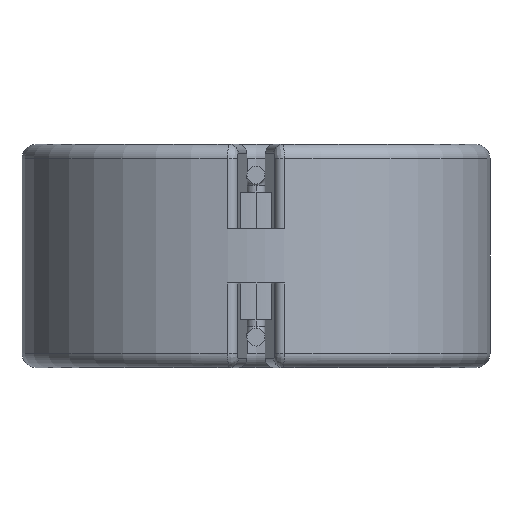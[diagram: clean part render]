
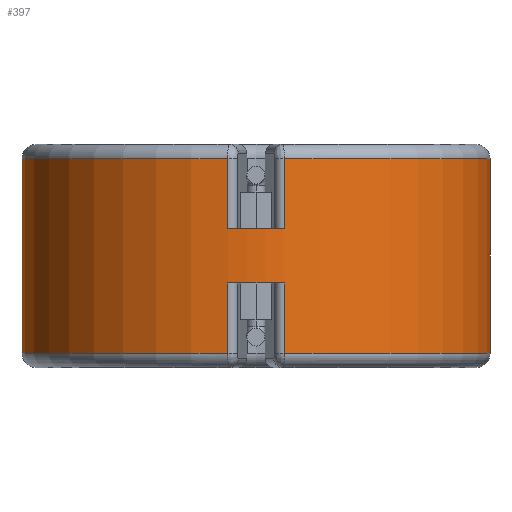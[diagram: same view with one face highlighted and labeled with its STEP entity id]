
A CAD part, front view. The second image highlights one B-rep face of the part: STEP entity #397.
In plain terms, the highlighted cylindrical face has radius 13 mm (diameter 26 mm), a partial arc.
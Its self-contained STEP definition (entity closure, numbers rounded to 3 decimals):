
#84 = CIRCLE ( 'NONE', #129, 13. ) ;
#92 = EDGE_CURVE ( 'NONE', #560, #393, #2647, .T. ) ;
#113 = CARTESIAN_POINT ( 'NONE',  ( 13., 0., 5.4 ) ) ;
#129 = AXIS2_PLACEMENT_3D ( 'NONE', #2107, #3428, #143 ) ;
#143 = DIRECTION ( 'NONE',  ( 1., 0., 0. ) ) ;
#163 = AXIS2_PLACEMENT_3D ( 'NONE', #1642, #2573, #3945 ) ;
#220 = DIRECTION ( 'NONE',  ( 0., 0., -1. ) ) ;
#267 = CIRCLE ( 'NONE', #1094, 13. ) ;
#269 = VERTEX_POINT ( 'NONE', #3871 ) ;
#318 = EDGE_CURVE ( 'NONE', #269, #1183, #4304, .T. ) ;
#379 = VECTOR ( 'NONE', #2868, 1000. ) ;
#393 = VERTEX_POINT ( 'NONE', #946 ) ;
#397 = ADVANCED_FACE ( 'NONE', ( #2728 ), #514, .T. ) ;
#476 = CARTESIAN_POINT ( 'NONE',  ( -1.574, -12.904, 1.5 ) ) ;
#514 = CYLINDRICAL_SURFACE ( 'NONE', #163, 13. ) ;
#560 = VERTEX_POINT ( 'NONE', #476 ) ;
#571 = CARTESIAN_POINT ( 'NONE',  ( 13., 0., 1.5 ) ) ;
#591 = CIRCLE ( 'NONE', #3605, 13. ) ;
#675 = DIRECTION ( 'NONE',  ( 1., 0., 0. ) ) ;
#788 = EDGE_CURVE ( 'NONE', #2556, #2959, #1166, .T. ) ;
#823 = VERTEX_POINT ( 'NONE', #3809 ) ;
#874 = VERTEX_POINT ( 'NONE', #1797 ) ;
#895 = VERTEX_POINT ( 'NONE', #3339 ) ;
#899 = DIRECTION ( 'NONE',  ( 1., 0., 0. ) ) ;
#946 = CARTESIAN_POINT ( 'NONE',  ( -1.574, -12.904, 5.4 ) ) ;
#959 = DIRECTION ( 'NONE',  ( 0., 0., 1. ) ) ;
#1077 = DIRECTION ( 'NONE',  ( 0., 0., 1. ) ) ;
#1086 = VERTEX_POINT ( 'NONE', #1350 ) ;
#1091 = ORIENTED_EDGE ( 'NONE', *, *, #4027, .F. ) ;
#1094 = AXIS2_PLACEMENT_3D ( 'NONE', #1589, #959, #2565 ) ;
#1166 = LINE ( 'NONE', #3211, #1724 ) ;
#1183 = VERTEX_POINT ( 'NONE', #1994 ) ;
#1192 = CARTESIAN_POINT ( 'NONE',  ( 0., 0., 1.5 ) ) ;
#1235 = ORIENTED_EDGE ( 'NONE', *, *, #1963, .T. ) ;
#1284 = DIRECTION ( 'NONE',  ( 0., 0., -1. ) ) ;
#1329 = DIRECTION ( 'NONE',  ( 0., 0., -1. ) ) ;
#1350 = CARTESIAN_POINT ( 'NONE',  ( -13., 0., -5.4 ) ) ;
#1432 = VECTOR ( 'NONE', #1077, 1000. ) ;
#1435 = CARTESIAN_POINT ( 'NONE',  ( -1.574, -12.904, -1.5 ) ) ;
#1494 = CARTESIAN_POINT ( 'NONE',  ( 1.574, -12.904, 6.2 ) ) ;
#1589 = CARTESIAN_POINT ( 'NONE',  ( 0., 0., -5.4 ) ) ;
#1611 = VECTOR ( 'NONE', #4176, 1000. ) ;
#1642 = CARTESIAN_POINT ( 'NONE',  ( 0., 0., 1.5 ) ) ;
#1643 = VECTOR ( 'NONE', #220, 1000. ) ;
#1724 = VECTOR ( 'NONE', #2220, 1000. ) ;
#1797 = CARTESIAN_POINT ( 'NONE',  ( 1.574, -12.904, -1.5 ) ) ;
#1886 = EDGE_CURVE ( 'NONE', #2959, #874, #84, .T. ) ;
#1895 = ORIENTED_EDGE ( 'NONE', *, *, #318, .T. ) ;
#1931 = ORIENTED_EDGE ( 'NONE', *, *, #788, .T. ) ;
#1940 = ORIENTED_EDGE ( 'NONE', *, *, #3504, .F. ) ;
#1963 = EDGE_CURVE ( 'NONE', #874, #4189, #2042, .T. ) ;
#1994 = CARTESIAN_POINT ( 'NONE',  ( 1.574, -12.904, 1.5 ) ) ;
#2042 = LINE ( 'NONE', #1494, #2146 ) ;
#2089 = EDGE_CURVE ( 'NONE', #1086, #2556, #3750, .T. ) ;
#2107 = CARTESIAN_POINT ( 'NONE',  ( 0., 0., -1.5 ) ) ;
#2130 = LINE ( 'NONE', #571, #379 ) ;
#2146 = VECTOR ( 'NONE', #3751, 1000. ) ;
#2220 = DIRECTION ( 'NONE',  ( 0., 0., 1. ) ) ;
#2221 = DIRECTION ( 'NONE',  ( 1., 0., 0. ) ) ;
#2304 = EDGE_LOOP ( 'NONE', ( #1091, #3617, #1895, #1940, #3736, #2912, #2583, #4015, #1931, #3264, #1235, #3427 ) ) ;
#2333 = EDGE_CURVE ( 'NONE', #2604, #269, #3321, .T. ) ;
#2367 = CARTESIAN_POINT ( 'NONE',  ( 1.574, -12.904, -5.4 ) ) ;
#2384 = CARTESIAN_POINT ( 'NONE',  ( -1.574, -12.904, 6.2 ) ) ;
#2400 = LINE ( 'NONE', #2741, #1611 ) ;
#2481 = AXIS2_PLACEMENT_3D ( 'NONE', #3544, #3894, #899 ) ;
#2556 = VERTEX_POINT ( 'NONE', #3066 ) ;
#2565 = DIRECTION ( 'NONE',  ( 1., 0., 0. ) ) ;
#2573 = DIRECTION ( 'NONE',  ( 0., 0., -1. ) ) ;
#2583 = ORIENTED_EDGE ( 'NONE', *, *, #2589, .T. ) ;
#2589 = EDGE_CURVE ( 'NONE', #823, #1086, #2400, .T. ) ;
#2604 = VERTEX_POINT ( 'NONE', #113 ) ;
#2616 = DIRECTION ( 'NONE',  ( 1., 0., 0. ) ) ;
#2647 = LINE ( 'NONE', #2384, #1432 ) ;
#2702 = CARTESIAN_POINT ( 'NONE',  ( 0., 0., 5.4 ) ) ;
#2728 = FACE_OUTER_BOUND ( 'NONE', #2304, .T. ) ;
#2741 = CARTESIAN_POINT ( 'NONE',  ( -13., 0., 1.5 ) ) ;
#2759 = EDGE_CURVE ( 'NONE', #393, #823, #591, .T. ) ;
#2868 = DIRECTION ( 'NONE',  ( 0., 0., -1. ) ) ;
#2912 = ORIENTED_EDGE ( 'NONE', *, *, #2759, .T. ) ;
#2959 = VERTEX_POINT ( 'NONE', #1435 ) ;
#2963 = AXIS2_PLACEMENT_3D ( 'NONE', #2702, #1329, #675 ) ;
#2990 = CIRCLE ( 'NONE', #3761, 13. ) ;
#3066 = CARTESIAN_POINT ( 'NONE',  ( -1.574, -12.904, -5.4 ) ) ;
#3128 = EDGE_CURVE ( 'NONE', #4189, #895, #267, .T. ) ;
#3188 = CARTESIAN_POINT ( 'NONE',  ( 1.574, -12.904, 6.2 ) ) ;
#3211 = CARTESIAN_POINT ( 'NONE',  ( -1.574, -12.904, 6.2 ) ) ;
#3264 = ORIENTED_EDGE ( 'NONE', *, *, #1886, .T. ) ;
#3321 = CIRCLE ( 'NONE', #2963, 13. ) ;
#3339 = CARTESIAN_POINT ( 'NONE',  ( 13., 0., -5.4 ) ) ;
#3427 = ORIENTED_EDGE ( 'NONE', *, *, #3128, .T. ) ;
#3428 = DIRECTION ( 'NONE',  ( 0., 0., 1. ) ) ;
#3504 = EDGE_CURVE ( 'NONE', #560, #1183, #2990, .T. ) ;
#3544 = CARTESIAN_POINT ( 'NONE',  ( 0., 0., -5.4 ) ) ;
#3605 = AXIS2_PLACEMENT_3D ( 'NONE', #4305, #1284, #2616 ) ;
#3617 = ORIENTED_EDGE ( 'NONE', *, *, #2333, .T. ) ;
#3736 = ORIENTED_EDGE ( 'NONE', *, *, #92, .T. ) ;
#3750 = CIRCLE ( 'NONE', #2481, 13. ) ;
#3751 = DIRECTION ( 'NONE',  ( 0., 0., -1. ) ) ;
#3761 = AXIS2_PLACEMENT_3D ( 'NONE', #1192, #3831, #2221 ) ;
#3809 = CARTESIAN_POINT ( 'NONE',  ( -13., 0., 5.4 ) ) ;
#3831 = DIRECTION ( 'NONE',  ( 0., 0., 1. ) ) ;
#3871 = CARTESIAN_POINT ( 'NONE',  ( 1.574, -12.904, 5.4 ) ) ;
#3894 = DIRECTION ( 'NONE',  ( 0., 0., 1. ) ) ;
#3945 = DIRECTION ( 'NONE',  ( -1., 0., 0. ) ) ;
#4015 = ORIENTED_EDGE ( 'NONE', *, *, #2089, .T. ) ;
#4027 = EDGE_CURVE ( 'NONE', #2604, #895, #2130, .T. ) ;
#4176 = DIRECTION ( 'NONE',  ( 0., 0., -1. ) ) ;
#4189 = VERTEX_POINT ( 'NONE', #2367 ) ;
#4304 = LINE ( 'NONE', #3188, #1643 ) ;
#4305 = CARTESIAN_POINT ( 'NONE',  ( 0., 0., 5.4 ) ) ;
